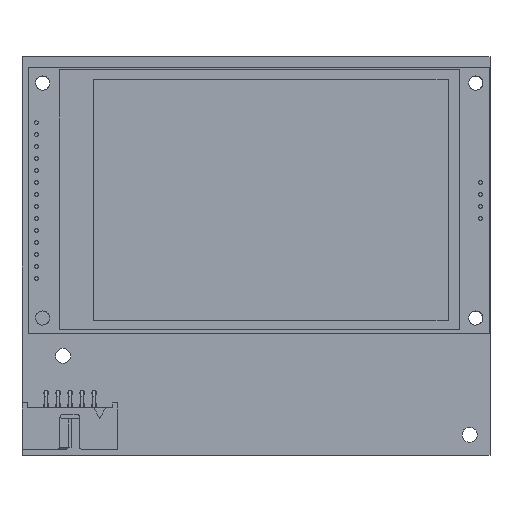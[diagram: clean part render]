
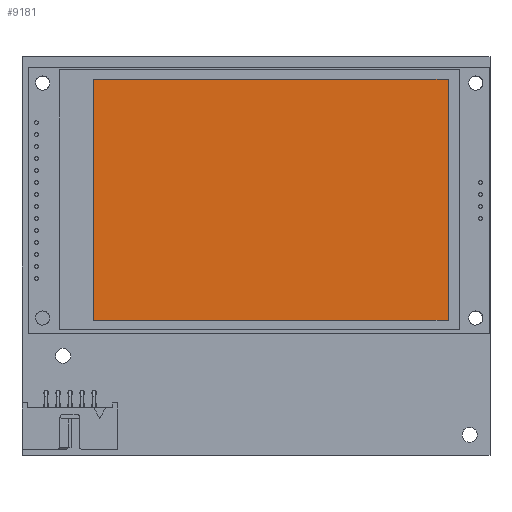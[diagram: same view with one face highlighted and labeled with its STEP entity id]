
A CAD part, top view. The second image highlights one B-rep face of the part: STEP entity #9181.
In plain terms, the highlighted free-form (B-spline) face has degree [1, 1] with [2, 2] control points.
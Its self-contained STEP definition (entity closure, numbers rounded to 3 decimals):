
#9181 = ADVANCED_FACE('',(#9182),#9195,.T.);
#9182 = FACE_BOUND('',#9183,.T.);
#9183 = EDGE_LOOP('',(#9184,#9216,#9236,#9256));
#9184 = ORIENTED_EDGE('',*,*,#9185,.F.);
#9185 = EDGE_CURVE('',#9186,#9188,#9190,.T.);
#9186 = VERTEX_POINT('',#9187);
#9187 = CARTESIAN_POINT('',(13.8,54.,5.94));
#9188 = VERTEX_POINT('',#9189);
#9189 = CARTESIAN_POINT('',(89.1,54.,5.94));
#9190 = SURFACE_CURVE('',#9191,(#9194,#9205),.PCURVE_S1.);
#9191 = B_SPLINE_CURVE_WITH_KNOTS('',1,(#9192,#9193),.UNSPECIFIED.,.F.,
  .F.,(2,2),(-55.25,20.05),.PIECEWISE_BEZIER_KNOTS.);
#9192 = CARTESIAN_POINT('',(13.8,54.,5.94));
#9193 = CARTESIAN_POINT('',(89.1,54.,5.94));
#9194 = PCURVE('',#9195,#9200);
#9195 = B_SPLINE_SURFACE_WITH_KNOTS('',1,1,(
    (#9196,#9197)
    ,(#9198,#9199
    )),.UNSPECIFIED.,.F.,.F.,.F.,(2,2),(2,2),(-35.2,40.1),(-25.6,25.6),
  .PIECEWISE_BEZIER_KNOTS.);
#9196 = CARTESIAN_POINT('',(13.8,2.8,5.94));
#9197 = CARTESIAN_POINT('',(13.8,54.,5.94));
#9198 = CARTESIAN_POINT('',(89.1,2.8,5.94));
#9199 = CARTESIAN_POINT('',(89.1,54.,5.94));
#9200 = DEFINITIONAL_REPRESENTATION('',(#9201),#9204);
#9201 = B_SPLINE_CURVE_WITH_KNOTS('',1,(#9202,#9203),.UNSPECIFIED.,.F.,
  .F.,(2,2),(-55.25,20.05),.PIECEWISE_BEZIER_KNOTS.);
#9202 = CARTESIAN_POINT('',(-35.2,25.6));
#9203 = CARTESIAN_POINT('',(40.1,25.6));
#9204 = ( GEOMETRIC_REPRESENTATION_CONTEXT(2) 
PARAMETRIC_REPRESENTATION_CONTEXT() REPRESENTATION_CONTEXT('2D SPACE',''
  ) );
#9205 = PCURVE('',#9206,#9211);
#9206 = B_SPLINE_SURFACE_WITH_KNOTS('',1,1,(
    (#9207,#9208)
    ,(#9209,#9210
    )),.UNSPECIFIED.,.F.,.F.,.F.,(2,2),(2,2),(-42.5,42.5),(-27.6,27.6),
  .PIECEWISE_BEZIER_KNOTS.);
#9207 = CARTESIAN_POINT('',(6.5,0.8,5.94));
#9208 = CARTESIAN_POINT('',(6.5,56.,5.94));
#9209 = CARTESIAN_POINT('',(91.5,0.8,5.94));
#9210 = CARTESIAN_POINT('',(91.5,56.,5.94));
#9211 = DEFINITIONAL_REPRESENTATION('',(#9212),#9215);
#9212 = B_SPLINE_CURVE_WITH_KNOTS('',1,(#9213,#9214),.UNSPECIFIED.,.F.,
  .F.,(2,2),(-55.25,20.05),.PIECEWISE_BEZIER_KNOTS.);
#9213 = CARTESIAN_POINT('',(-35.2,25.6));
#9214 = CARTESIAN_POINT('',(40.1,25.6));
#9215 = ( GEOMETRIC_REPRESENTATION_CONTEXT(2) 
PARAMETRIC_REPRESENTATION_CONTEXT() REPRESENTATION_CONTEXT('2D SPACE',''
  ) );
#9216 = ORIENTED_EDGE('',*,*,#9217,.F.);
#9217 = EDGE_CURVE('',#9218,#9186,#9220,.T.);
#9218 = VERTEX_POINT('',#9219);
#9219 = CARTESIAN_POINT('',(13.8,2.8,5.94));
#9220 = SURFACE_CURVE('',#9221,(#9224,#9230),.PCURVE_S1.);
#9221 = B_SPLINE_CURVE_WITH_KNOTS('',1,(#9222,#9223),.UNSPECIFIED.,.F.,
  .F.,(2,2),(-38.4,12.8),.PIECEWISE_BEZIER_KNOTS.);
#9222 = CARTESIAN_POINT('',(13.8,2.8,5.94));
#9223 = CARTESIAN_POINT('',(13.8,54.,5.94));
#9224 = PCURVE('',#9195,#9225);
#9225 = DEFINITIONAL_REPRESENTATION('',(#9226),#9229);
#9226 = B_SPLINE_CURVE_WITH_KNOTS('',1,(#9227,#9228),.UNSPECIFIED.,.F.,
  .F.,(2,2),(-38.4,12.8),.PIECEWISE_BEZIER_KNOTS.);
#9227 = CARTESIAN_POINT('',(-35.2,-25.6));
#9228 = CARTESIAN_POINT('',(-35.2,25.6));
#9229 = ( GEOMETRIC_REPRESENTATION_CONTEXT(2) 
PARAMETRIC_REPRESENTATION_CONTEXT() REPRESENTATION_CONTEXT('2D SPACE',''
  ) );
#9230 = PCURVE('',#9206,#9231);
#9231 = DEFINITIONAL_REPRESENTATION('',(#9232),#9235);
#9232 = B_SPLINE_CURVE_WITH_KNOTS('',1,(#9233,#9234),.UNSPECIFIED.,.F.,
  .F.,(2,2),(-38.4,12.8),.PIECEWISE_BEZIER_KNOTS.);
#9233 = CARTESIAN_POINT('',(-35.2,-25.6));
#9234 = CARTESIAN_POINT('',(-35.2,25.6));
#9235 = ( GEOMETRIC_REPRESENTATION_CONTEXT(2) 
PARAMETRIC_REPRESENTATION_CONTEXT() REPRESENTATION_CONTEXT('2D SPACE',''
  ) );
#9236 = ORIENTED_EDGE('',*,*,#9237,.F.);
#9237 = EDGE_CURVE('',#9238,#9218,#9240,.T.);
#9238 = VERTEX_POINT('',#9239);
#9239 = CARTESIAN_POINT('',(89.1,2.8,5.94));
#9240 = SURFACE_CURVE('',#9241,(#9244,#9250),.PCURVE_S1.);
#9241 = B_SPLINE_CURVE_WITH_KNOTS('',1,(#9242,#9243),.UNSPECIFIED.,.F.,
  .F.,(2,2),(-57.7,17.6),.PIECEWISE_BEZIER_KNOTS.);
#9242 = CARTESIAN_POINT('',(89.1,2.8,5.94));
#9243 = CARTESIAN_POINT('',(13.8,2.8,5.94));
#9244 = PCURVE('',#9195,#9245);
#9245 = DEFINITIONAL_REPRESENTATION('',(#9246),#9249);
#9246 = B_SPLINE_CURVE_WITH_KNOTS('',1,(#9247,#9248),.UNSPECIFIED.,.F.,
  .F.,(2,2),(-57.7,17.6),.PIECEWISE_BEZIER_KNOTS.);
#9247 = CARTESIAN_POINT('',(40.1,-25.6));
#9248 = CARTESIAN_POINT('',(-35.2,-25.6));
#9249 = ( GEOMETRIC_REPRESENTATION_CONTEXT(2) 
PARAMETRIC_REPRESENTATION_CONTEXT() REPRESENTATION_CONTEXT('2D SPACE',''
  ) );
#9250 = PCURVE('',#9206,#9251);
#9251 = DEFINITIONAL_REPRESENTATION('',(#9252),#9255);
#9252 = B_SPLINE_CURVE_WITH_KNOTS('',1,(#9253,#9254),.UNSPECIFIED.,.F.,
  .F.,(2,2),(-57.7,17.6),.PIECEWISE_BEZIER_KNOTS.);
#9253 = CARTESIAN_POINT('',(40.1,-25.6));
#9254 = CARTESIAN_POINT('',(-35.2,-25.6));
#9255 = ( GEOMETRIC_REPRESENTATION_CONTEXT(2) 
PARAMETRIC_REPRESENTATION_CONTEXT() REPRESENTATION_CONTEXT('2D SPACE',''
  ) );
#9256 = ORIENTED_EDGE('',*,*,#9257,.F.);
#9257 = EDGE_CURVE('',#9188,#9238,#9258,.T.);
#9258 = SURFACE_CURVE('',#9259,(#9262,#9268),.PCURVE_S1.);
#9259 = B_SPLINE_CURVE_WITH_KNOTS('',1,(#9260,#9261),.UNSPECIFIED.,.F.,
  .F.,(2,2),(-38.4,12.8),.PIECEWISE_BEZIER_KNOTS.);
#9260 = CARTESIAN_POINT('',(89.1,54.,5.94));
#9261 = CARTESIAN_POINT('',(89.1,2.8,5.94));
#9262 = PCURVE('',#9195,#9263);
#9263 = DEFINITIONAL_REPRESENTATION('',(#9264),#9267);
#9264 = B_SPLINE_CURVE_WITH_KNOTS('',1,(#9265,#9266),.UNSPECIFIED.,.F.,
  .F.,(2,2),(-38.4,12.8),.PIECEWISE_BEZIER_KNOTS.);
#9265 = CARTESIAN_POINT('',(40.1,25.6));
#9266 = CARTESIAN_POINT('',(40.1,-25.6));
#9267 = ( GEOMETRIC_REPRESENTATION_CONTEXT(2) 
PARAMETRIC_REPRESENTATION_CONTEXT() REPRESENTATION_CONTEXT('2D SPACE',''
  ) );
#9268 = PCURVE('',#9206,#9269);
#9269 = DEFINITIONAL_REPRESENTATION('',(#9270),#9273);
#9270 = B_SPLINE_CURVE_WITH_KNOTS('',1,(#9271,#9272),.UNSPECIFIED.,.F.,
  .F.,(2,2),(-38.4,12.8),.PIECEWISE_BEZIER_KNOTS.);
#9271 = CARTESIAN_POINT('',(40.1,25.6));
#9272 = CARTESIAN_POINT('',(40.1,-25.6));
#9273 = ( GEOMETRIC_REPRESENTATION_CONTEXT(2) 
PARAMETRIC_REPRESENTATION_CONTEXT() REPRESENTATION_CONTEXT('2D SPACE',''
  ) );
